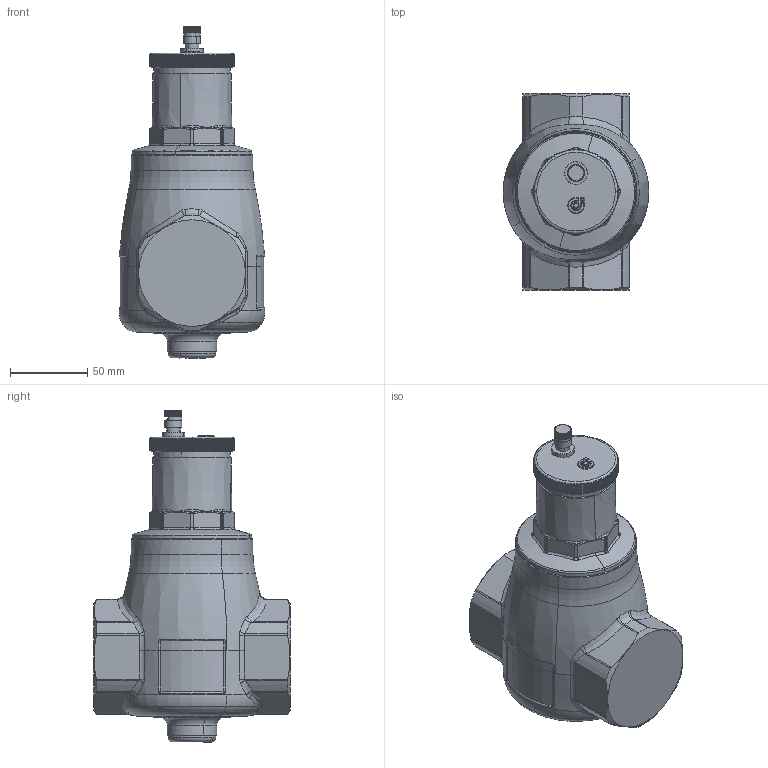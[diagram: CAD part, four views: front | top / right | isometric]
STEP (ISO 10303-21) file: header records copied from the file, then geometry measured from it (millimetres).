
FILE_DESCRIPTION(('CATIA V5 STEP Exchange','CAx-IF Rec.Pracs.--- Model Styling and Organization---1.4--- 2014-01-23','CAx-IF Rec.Pracs.---3D Tessellated Data Validation Properties---0.5---2014-09-14'),'2;1');
FILE_NAME('STEP_551009_-_TST.stp','2022-04-04T07:58:56+00:00',('none'),('none'),'CATIA Version 5-6 Release 2019 SP3','CATIA V5 STEP AP242 v1','none');
FILE_SCHEMA(('AP242_MANAGED_MODEL_BASED_3D_ENGINEERING_MIM_LF {1 0 10303 442 1 1 4}'));
Products named in the file (1): 551009 - TST
Bounding box: 94.4 x 127 x 215 mm (x, y, z)
Volume: 1053087 mm3; surface area: 66220.6 mm2
Topology: 1 solids, 1 shells, 1134 faces, 3096 edges, 1958 vertices
Faces by surface type: cylinder 549, plane 300, bspline 169, torus 50, cone 43, sphere 19, revolution 4
Entity records: 46341 total; most frequent: CARTESIAN_POINT 21714, ORIENTED_EDGE 6160, EDGE_CURVE 3080, DIRECTION 3019, VERTEX_POINT 1958, B_SPLINE_CURVE_WITH_KNOTS 1589, AXIS2_PLACEMENT_3D 1297, EDGE_LOOP 1144
